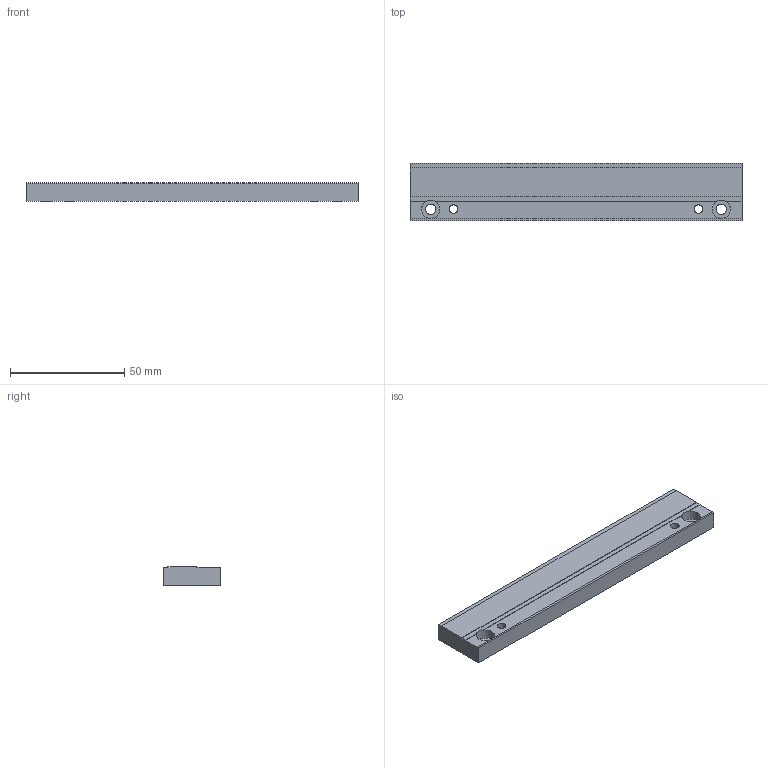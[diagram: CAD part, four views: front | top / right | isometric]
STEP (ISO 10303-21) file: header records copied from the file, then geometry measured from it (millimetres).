
FILE_DESCRIPTION((''),'2;1');
FILE_NAME('571927-01-Z01','2021-05-06T07:55:01',('AT10150'),(''),'CREO PARAMETRIC BY PTC INC, 2019164','CREO PARAMETRIC BY PTC INC, 2019164','');
FILE_SCHEMA(('AUTOMOTIVE_DESIGN { 1 0 10303 214 1 1 1 1 }'));
Length unit declared in the file: millimetre
Products named in the file (1): 571927-01-Z01
Bounding box: 145 x 25 x 8.24 mm (x, y, z)
Volume: 28498 mm3; surface area: 10493.1 mm2
Topology: 1 solids, 1 shells, 30 faces, 122 edges, 96 vertices
Faces by surface type: plane 18, cylinder 12
Entity records: 1701 total; most frequent: DIRECTION 212, CARTESIAN_POINT 211, ORIENTED_EDGE 168, PRESENTATION_STYLE_ASSIGNMENT 123, STYLED_ITEM 123, CURVE_STYLE 122, VECTOR 94, LINE 94
